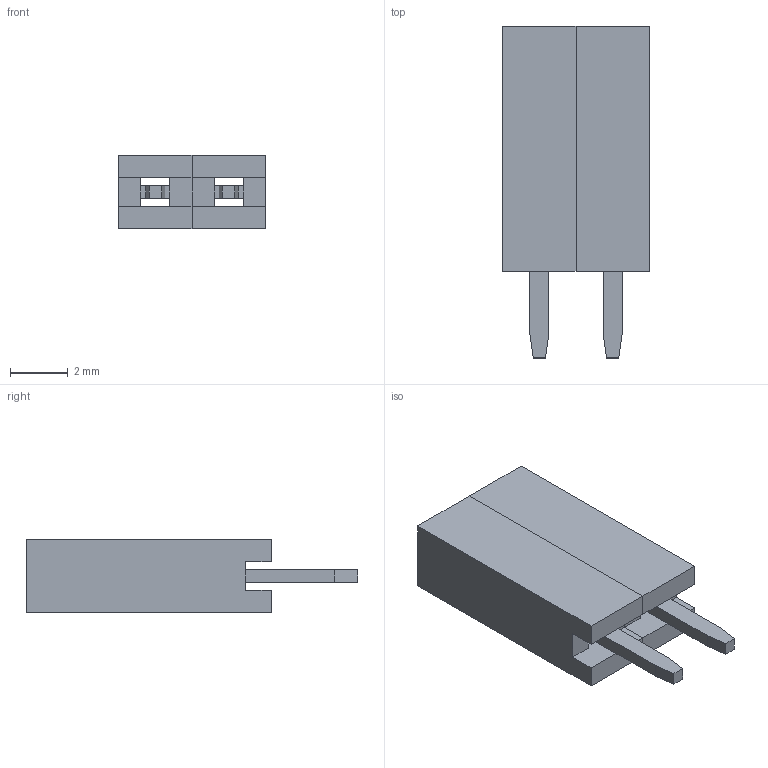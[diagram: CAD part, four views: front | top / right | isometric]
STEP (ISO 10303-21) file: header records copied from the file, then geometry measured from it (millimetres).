
FILE_DESCRIPTION (( 'STEP AP214' ), '1' );
FILE_NAME ('PBS-2.STEP', '2022-10-04T09:17:54', ( '' ), ( '' ), 'SwSTEP 2.0', 'SolidWorks 2017', '' );
FILE_SCHEMA (( 'AUTOMOTIVE_DESIGN' ));
Length unit declared in the file: millimetre
Products named in the file (1): PBS-2
Bounding box: 5.08 x 11.5 x 2.54 mm (x, y, z)
Volume: 60.6 mm3; surface area: 362.4 mm2
Topology: 2 solids, 2 shells, 94 faces, 266 edges, 172 vertices
Faces by surface type: plane 82, cylinder 12
Entity records: 4079 total; most frequent: CARTESIAN_POINT 533, ORIENTED_EDGE 532, DIRECTION 480, EDGE_CURVE 266, LINE 242, VECTOR 242, VERTEX_POINT 172, AXIS2_PLACEMENT_3D 119
